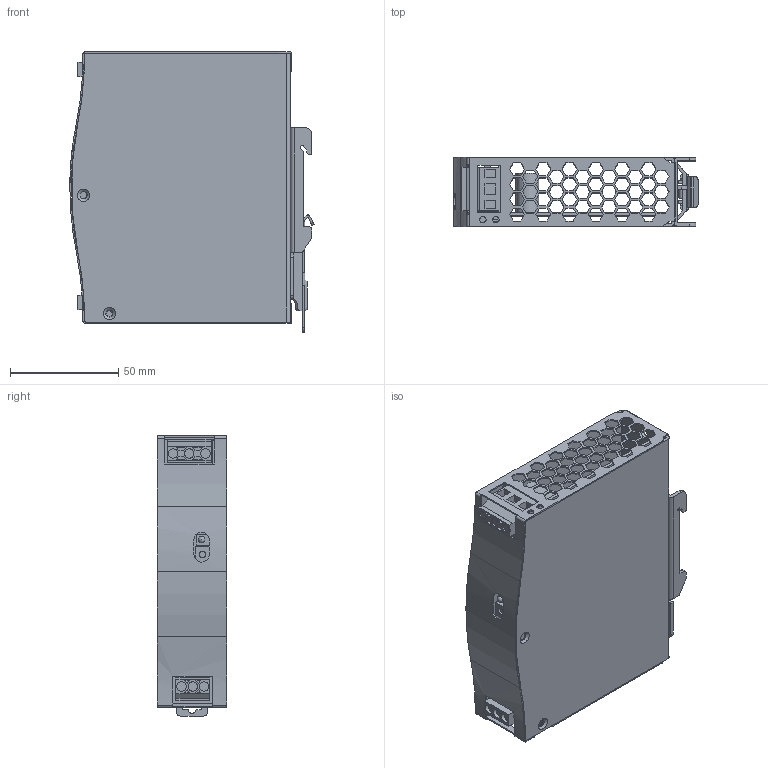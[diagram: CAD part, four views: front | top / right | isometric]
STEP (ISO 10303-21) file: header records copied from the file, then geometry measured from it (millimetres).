
FILE_DESCRIPTION(/* description */ ('Alibre Inc.'),/* implementation_level */ '2;1');
FILE_NAME(/* name */ 'export-C6C437FD-F15D-41B4-AEBC-4724632564F7',/* time_stamp */ '2021-05-01T18:20:08+02:00',/* author */ (''),/* organization */ (''),/* preprocessor_version */ 'ST-DEVELOPER v17',/* originating_system */ 'Alibre',/* authorisation */ '');
FILE_SCHEMA (('AUTOMOTIVE_DESIGN'));
Length unit declared in the file: millimetre
Products named in the file (15): PCB1; ©³®y; ºÝ¤l; ºÝ¤l.1; LED; VR; pcb2; PCB2; f; p3; p1; 掛座小; NDR-75
Bounding box: 112.73 x 32 x 129.21 mm (x, y, z)
Volume: 87070.7 mm3; surface area: 118418.2 mm2
Topology: 11 solids, 11 shells, 1181 faces, 3408 edges, 2275 vertices
Faces by surface type: plane 945, cylinder 213, cone 14, torus 9
Full cylindrical faces by diameter (mm): 2.65 x4, 3 x4, 3.37 x1, 3.4 x4, 3.5 x5, 4 x2, 4.27 x3, 4.3 x6, 10.421 x1, 10.455 x1, 10.5 x1, 10.569 x1
Entity records: 38304 total; most frequent: CARTESIAN_POINT 7036, ORIENTED_EDGE 6816, DIRECTION 5269, EDGE_CURVE 3408, VECTOR 2874, LINE 2874, VERTEX_POINT 2275, AXIS2_PLACEMENT_3D 1672
